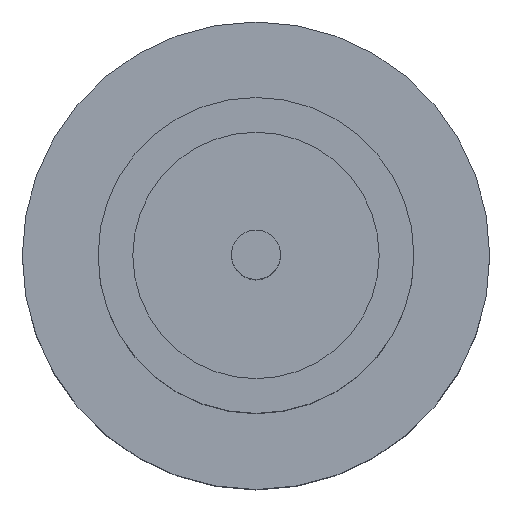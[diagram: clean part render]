
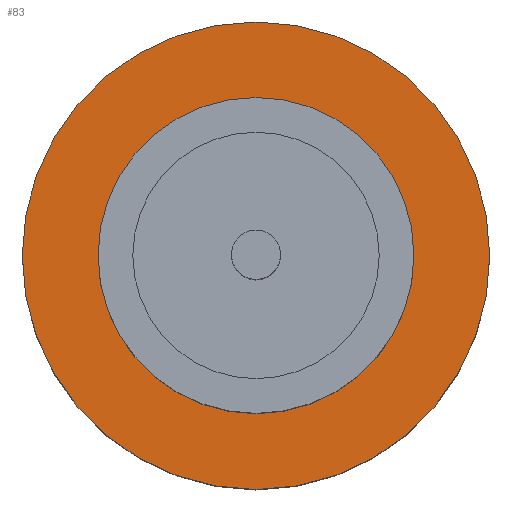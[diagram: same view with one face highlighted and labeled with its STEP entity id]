
A CAD part, top view. The second image highlights one B-rep face of the part: STEP entity #83.
In plain terms, the highlighted planar face has unit normal (0, 0, 1).
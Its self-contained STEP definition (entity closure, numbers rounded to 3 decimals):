
#4 = ORIENTED_EDGE ( 'NONE', *, *, #216, .F. ) ;
#11 = AXIS2_PLACEMENT_3D ( 'NONE', #346, #598, #600 ) ;
#83 = ADVANCED_FACE ( 'NONE', ( #649, #343 ), #173, .T. ) ;
#88 = DIRECTION ( 'NONE',  ( 0., 0., 1. ) ) ;
#111 = CARTESIAN_POINT ( 'NONE',  ( 1.85, 0., 1.55 ) ) ;
#151 = DIRECTION ( 'NONE',  ( 1., 0., 0. ) ) ;
#165 = CARTESIAN_POINT ( 'NONE',  ( 1.25, 0., 1.55 ) ) ;
#166 = ORIENTED_EDGE ( 'NONE', *, *, #377, .T. ) ;
#173 = PLANE ( 'NONE',  #659 ) ;
#189 = CIRCLE ( 'NONE', #11, 1.25 ) ;
#216 = EDGE_CURVE ( 'NONE', #426, #433, #189, .T. ) ;
#232 = DIRECTION ( 'NONE',  ( 0., 0., 1. ) ) ;
#294 = AXIS2_PLACEMENT_3D ( 'NONE', #618, #301, #484 ) ;
#301 = DIRECTION ( 'NONE',  ( 0., 0., 1. ) ) ;
#343 = FACE_OUTER_BOUND ( 'NONE', #522, .T. ) ;
#346 = CARTESIAN_POINT ( 'NONE',  ( 0., 0., 1.55 ) ) ;
#350 = EDGE_CURVE ( 'NONE', #433, #426, #634, .T. ) ;
#366 = EDGE_CURVE ( 'NONE', #669, #584, #597, .T. ) ;
#369 = AXIS2_PLACEMENT_3D ( 'NONE', #372, #668, #725 ) ;
#372 = CARTESIAN_POINT ( 'NONE',  ( 0., 0., 1.55 ) ) ;
#377 = EDGE_CURVE ( 'NONE', #584, #669, #537, .T. ) ;
#388 = CARTESIAN_POINT ( 'NONE',  ( -1.85, 0., 1.55 ) ) ;
#420 = AXIS2_PLACEMENT_3D ( 'NONE', #551, #88, #151 ) ;
#426 = VERTEX_POINT ( 'NONE', #720 ) ;
#433 = VERTEX_POINT ( 'NONE', #165 ) ;
#459 = ORIENTED_EDGE ( 'NONE', *, *, #350, .F. ) ;
#484 = DIRECTION ( 'NONE',  ( 1., 0., 0. ) ) ;
#506 = EDGE_LOOP ( 'NONE', ( #459, #4 ) ) ;
#522 = EDGE_LOOP ( 'NONE', ( #166, #536 ) ) ;
#536 = ORIENTED_EDGE ( 'NONE', *, *, #366, .T. ) ;
#537 = CIRCLE ( 'NONE', #369, 1.85 ) ;
#551 = CARTESIAN_POINT ( 'NONE',  ( 0., 0., 1.55 ) ) ;
#584 = VERTEX_POINT ( 'NONE', #388 ) ;
#586 = CARTESIAN_POINT ( 'NONE',  ( 0., 0., 1.55 ) ) ;
#597 = CIRCLE ( 'NONE', #420, 1.85 ) ;
#598 = DIRECTION ( 'NONE',  ( 0., 0., 1. ) ) ;
#600 = DIRECTION ( 'NONE',  ( 1., 0., 0. ) ) ;
#618 = CARTESIAN_POINT ( 'NONE',  ( 0., 0., 1.55 ) ) ;
#634 = CIRCLE ( 'NONE', #294, 1.25 ) ;
#649 = FACE_BOUND ( 'NONE', #506, .T. ) ;
#659 = AXIS2_PLACEMENT_3D ( 'NONE', #586, #232, #692 ) ;
#668 = DIRECTION ( 'NONE',  ( 0., 0., 1. ) ) ;
#669 = VERTEX_POINT ( 'NONE', #111 ) ;
#692 = DIRECTION ( 'NONE',  ( 1., 0., 0. ) ) ;
#720 = CARTESIAN_POINT ( 'NONE',  ( -1.25, 0., 1.55 ) ) ;
#725 = DIRECTION ( 'NONE',  ( 1., 0., 0. ) ) ;
